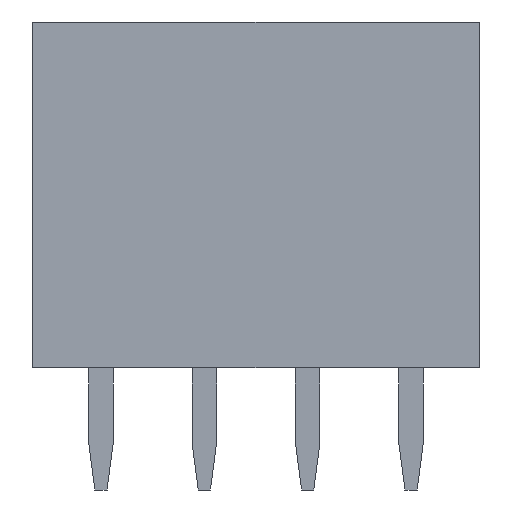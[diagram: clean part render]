
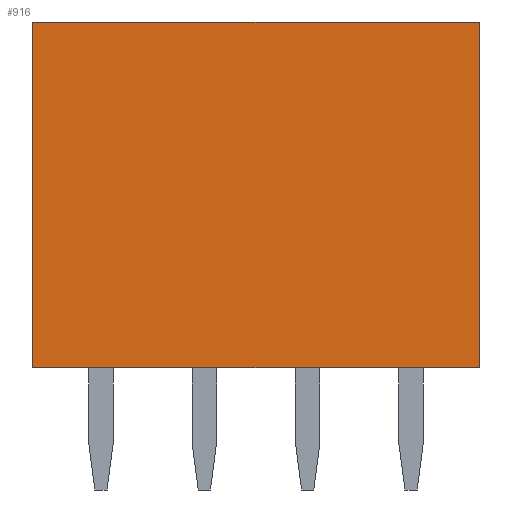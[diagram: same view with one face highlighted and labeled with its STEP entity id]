
A CAD part, front view. The second image highlights one B-rep face of the part: STEP entity #916.
In plain terms, the highlighted planar face has unit normal (0, -1, 0).
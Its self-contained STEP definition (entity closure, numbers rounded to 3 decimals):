
#916=ADVANCED_FACE('',(#1802),#1804,.T.);
#1802=FACE_BOUND('',#1803,.T.);
#1803=EDGE_LOOP('',(#2530,#2531,#2532,#2533));
#1804=PLANE('',#1805);
#1805=AXIS2_PLACEMENT_3D('',#1806,#1807,#1808);
#1806=CARTESIAN_POINT('',(9.29,-1.27,0.));
#1807=DIRECTION('',(0.,-1.,0.));
#1808=DIRECTION('',(0.,0.,1.));
#2530=ORIENTED_EDGE('',*,*,#2921,.T.);
#2531=ORIENTED_EDGE('',*,*,#2966,.T.);
#2532=ORIENTED_EDGE('',*,*,#2947,.F.);
#2533=ORIENTED_EDGE('',*,*,#2952,.F.);
#2921=EDGE_CURVE('',#3378,#3376,#3379,.T.);
#2947=EDGE_CURVE('',#3420,#3422,#3423,.T.);
#2952=EDGE_CURVE('',#3378,#3420,#3430,.T.);
#2966=EDGE_CURVE('',#3376,#3422,#3446,.T.);
#3376=VERTEX_POINT('',#4286);
#3378=VERTEX_POINT('',#4290);
#3379=LINE('',#4291,#4292);
#3420=VERTEX_POINT('',#4382);
#3422=VERTEX_POINT('',#4386);
#3423=LINE('',#4387,#4388);
#3430=LINE('',#4404,#4405);
#3446=LINE('',#4448,#4449);
#4286=CARTESIAN_POINT('',(9.29,-1.27,8.5));
#4290=CARTESIAN_POINT('',(9.29,-1.27,0.));
#4291=CARTESIAN_POINT('',(9.29,-1.27,0.));
#4292=VECTOR('',#4293,1.);
#4293=DIRECTION('',(0.,0.,1.));
#4382=CARTESIAN_POINT('',(-1.67,-1.27,0.));
#4386=CARTESIAN_POINT('',(-1.67,-1.27,8.5));
#4387=CARTESIAN_POINT('',(-1.67,-1.27,0.));
#4388=VECTOR('',#4389,1.);
#4389=DIRECTION('',(0.,0.,1.));
#4404=CARTESIAN_POINT('',(9.29,-1.27,0.));
#4405=VECTOR('',#4406,1.);
#4406=DIRECTION('',(-1.,0.,0.));
#4448=CARTESIAN_POINT('',(9.29,-1.27,8.5));
#4449=VECTOR('',#4450,1.);
#4450=DIRECTION('',(-1.,0.,0.));
